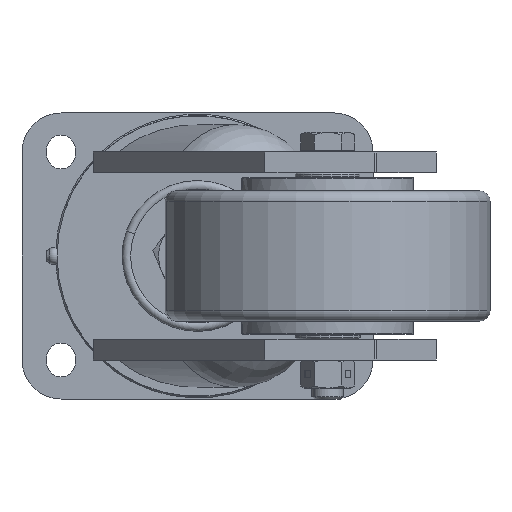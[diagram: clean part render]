
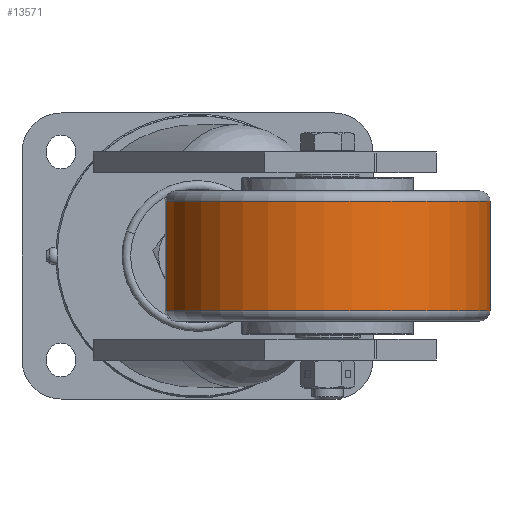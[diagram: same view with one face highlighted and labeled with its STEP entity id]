
A CAD part, front view. The second image highlights one B-rep face of the part: STEP entity #13571.
In plain terms, the highlighted cylindrical face has radius 62.5 mm (diameter 125 mm), a partial arc.
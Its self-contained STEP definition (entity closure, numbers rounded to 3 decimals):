
#1734 = CARTESIAN_POINT ( 'NONE',  ( 111.786, -98.078, -21. ) ) ;
#1884 = DIRECTION ( 'NONE',  ( 0., 0., -1. ) ) ;
#2632 = AXIS2_PLACEMENT_3D ( 'NONE', #35264, #15332, #38592 ) ;
#3563 = VERTEX_POINT ( 'NONE', #37588 ) ;
#4213 = VECTOR ( 'NONE', #1884, 1000. ) ;
#4997 = CYLINDRICAL_SURFACE ( 'NONE', #19616, 62.5 ) ;
#5059 = CARTESIAN_POINT ( 'NONE',  ( 111.786, -98.078, 0. ) ) ;
#5714 = VECTOR ( 'NONE', #18493, 1000. ) ;
#6155 = VERTEX_POINT ( 'NONE', #20154 ) ;
#6631 = DIRECTION ( 'NONE',  ( 0., 0., -1. ) ) ;
#6700 = CIRCLE ( 'NONE', #21535, 62.5 ) ;
#6943 = CIRCLE ( 'NONE', #2632, 62.5 ) ;
#9067 = CARTESIAN_POINT ( 'NONE',  ( -11.786, -116.922, -21. ) ) ;
#10897 = DIRECTION ( 'NONE',  ( 0., 0., -1. ) ) ;
#12807 = EDGE_CURVE ( 'NONE', #6155, #3563, #6700, .T. ) ;
#13571 = ADVANCED_FACE ( 'NONE', ( #17940 ), #4997, .T. ) ;
#15332 = DIRECTION ( 'NONE',  ( 0., 0., 1. ) ) ;
#17675 = DIRECTION ( 'NONE',  ( -0.989, -0.151, 0. ) ) ;
#17940 = FACE_OUTER_BOUND ( 'NONE', #40330, .T. ) ;
#18493 = DIRECTION ( 'NONE',  ( 0., 0., -1. ) ) ;
#19616 = AXIS2_PLACEMENT_3D ( 'NONE', #37593, #10897, #17675 ) ;
#19880 = ORIENTED_EDGE ( 'NONE', *, *, #32182, .T. ) ;
#19881 = VERTEX_POINT ( 'NONE', #1734 ) ;
#20154 = CARTESIAN_POINT ( 'NONE',  ( 111.786, -98.078, 21. ) ) ;
#21535 = AXIS2_PLACEMENT_3D ( 'NONE', #26505, #6631, #29808 ) ;
#24106 = ORIENTED_EDGE ( 'NONE', *, *, #12807, .T. ) ;
#26505 = CARTESIAN_POINT ( 'NONE',  ( 50., -107.5, 21. ) ) ;
#27053 = ORIENTED_EDGE ( 'NONE', *, *, #32823, .T. ) ;
#29808 = DIRECTION ( 'NONE',  ( 0.989, 0.151, 0. ) ) ;
#32143 = LINE ( 'NONE', #5059, #5714 ) ;
#32182 = EDGE_CURVE ( 'NONE', #34849, #19881, #6943, .T. ) ;
#32823 = EDGE_CURVE ( 'NONE', #3563, #34849, #39556, .T. ) ;
#34849 = VERTEX_POINT ( 'NONE', #9067 ) ;
#35264 = CARTESIAN_POINT ( 'NONE',  ( 50., -107.5, -21. ) ) ;
#36831 = EDGE_CURVE ( 'NONE', #6155, #19881, #32143, .T. ) ;
#36853 = ORIENTED_EDGE ( 'NONE', *, *, #36831, .F. ) ;
#37588 = CARTESIAN_POINT ( 'NONE',  ( -11.786, -116.922, 21. ) ) ;
#37593 = CARTESIAN_POINT ( 'NONE',  ( 50., -107.5, 0. ) ) ;
#38276 = CARTESIAN_POINT ( 'NONE',  ( -11.786, -116.922, 0. ) ) ;
#38592 = DIRECTION ( 'NONE',  ( -0.989, -0.151, 0. ) ) ;
#39556 = LINE ( 'NONE', #38276, #4213 ) ;
#40330 = EDGE_LOOP ( 'NONE', ( #36853, #24106, #27053, #19880 ) ) ;
